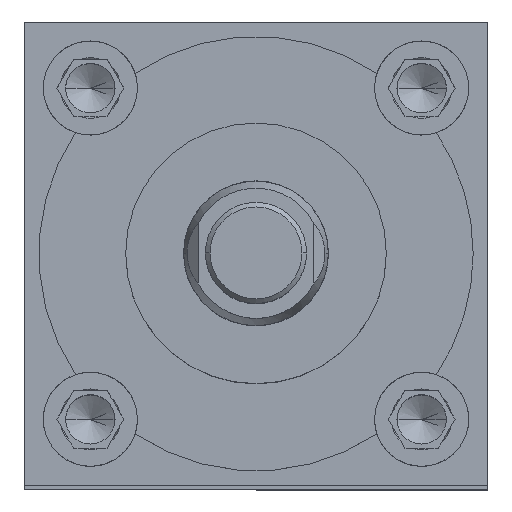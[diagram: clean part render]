
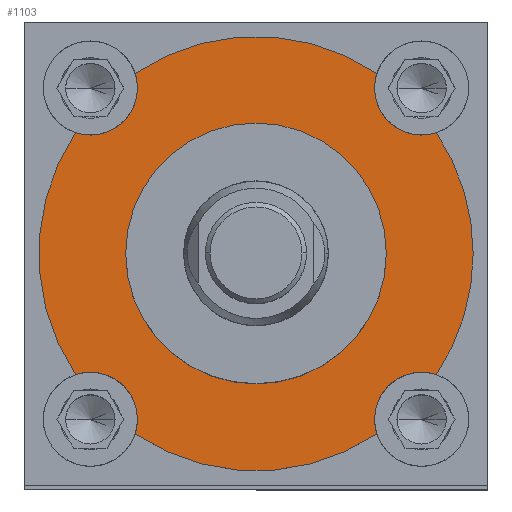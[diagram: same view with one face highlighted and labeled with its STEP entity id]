
A CAD part, top view. The second image highlights one B-rep face of the part: STEP entity #1103.
In plain terms, the highlighted planar face has unit normal (0, 0, 1).
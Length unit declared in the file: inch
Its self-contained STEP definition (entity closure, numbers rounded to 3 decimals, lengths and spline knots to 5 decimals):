
#61 = DIRECTION ( 'NONE',  ( 1., 0., 0. ) ) ;
#169 = CARTESIAN_POINT ( 'NONE',  ( 0.512, -0.715, 11.62 ) ) ;
#237 = DIRECTION ( 'NONE',  ( 0., 0., 1. ) ) ;
#314 = DIRECTION ( 'NONE',  ( 0., 0., 1. ) ) ;
#367 = ORIENTED_EDGE ( 'NONE', *, *, #4889, .T. ) ;
#487 = AXIS2_PLACEMENT_3D ( 'NONE', #6013, #6088, #4372 ) ;
#523 = EDGE_CURVE ( 'NONE', #2952, #1655, #4796, .T. ) ;
#558 = CARTESIAN_POINT ( 'NONE',  ( 0.52222, 0.77859, 11.62 ) ) ;
#654 = CARTESIAN_POINT ( 'NONE',  ( 0., 0., 11.62 ) ) ;
#676 = DIRECTION ( 'NONE',  ( 1., 0., 0. ) ) ;
#706 = VERTEX_POINT ( 'NONE', #6202 ) ;
#730 = CARTESIAN_POINT ( 'NONE',  ( 0., 0., 11.62 ) ) ;
#758 = DIRECTION ( 'NONE',  ( 0., 0., 1. ) ) ;
#879 = ORIENTED_EDGE ( 'NONE', *, *, #7265, .T. ) ;
#887 = DIRECTION ( 'NONE',  ( 1., 0., 0. ) ) ;
#888 = CARTESIAN_POINT ( 'NONE',  ( 0., 0., 11.62 ) ) ;
#995 = CARTESIAN_POINT ( 'NONE',  ( 0.715, 0.715, 11.62 ) ) ;
#1103 = ADVANCED_FACE ( 'NONE', ( #2743, #4449 ), #1633, .T. ) ;
#1206 = EDGE_CURVE ( 'NONE', #5178, #2548, #2081, .T. ) ;
#1387 = DIRECTION ( 'NONE',  ( 1., 0., 0. ) ) ;
#1390 = EDGE_CURVE ( 'NONE', #2952, #6072, #2703, .T. ) ;
#1403 = ORIENTED_EDGE ( 'NONE', *, *, #3058, .F. ) ;
#1480 = EDGE_CURVE ( 'NONE', #2763, #3172, #6279, .T. ) ;
#1532 = AXIS2_PLACEMENT_3D ( 'NONE', #995, #2037, #887 ) ;
#1585 = ORIENTED_EDGE ( 'NONE', *, *, #1480, .F. ) ;
#1609 = EDGE_CURVE ( 'NONE', #1655, #6583, #3682, .T. ) ;
#1633 = PLANE ( 'NONE',  #5873 ) ;
#1655 = VERTEX_POINT ( 'NONE', #4089 ) ;
#1730 = ORIENTED_EDGE ( 'NONE', *, *, #1206, .F. ) ;
#1800 = CIRCLE ( 'NONE', #5718, 0.203 ) ;
#1876 = DIRECTION ( 'NONE',  ( 1., 0., 0. ) ) ;
#1938 = DIRECTION ( 'NONE',  ( 1., 0., 0. ) ) ;
#1971 = DIRECTION ( 'NONE',  ( 0., 0., 1. ) ) ;
#2037 = DIRECTION ( 'NONE',  ( 0., 0., 1. ) ) ;
#2081 = CIRCLE ( 'NONE', #2670, 0.5625 ) ;
#2179 = ORIENTED_EDGE ( 'NONE', *, *, #3804, .T. ) ;
#2212 = CIRCLE ( 'NONE', #6356, 0.9375 ) ;
#2252 = EDGE_CURVE ( 'NONE', #3378, #706, #1800, .T. ) ;
#2353 = AXIS2_PLACEMENT_3D ( 'NONE', #3744, #7118, #2673 ) ;
#2400 = CARTESIAN_POINT ( 'NONE',  ( -0.715, 0.715, 11.62 ) ) ;
#2548 = VERTEX_POINT ( 'NONE', #4365 ) ;
#2569 = DIRECTION ( 'NONE',  ( 1., 0., 0. ) ) ;
#2593 = DIRECTION ( 'NONE',  ( 1., 0., 0. ) ) ;
#2629 = DIRECTION ( 'NONE',  ( 0., 0., 1. ) ) ;
#2644 = CIRCLE ( 'NONE', #6773, 0.203 ) ;
#2670 = AXIS2_PLACEMENT_3D ( 'NONE', #2849, #5754, #676 ) ;
#2673 = DIRECTION ( 'NONE',  ( 1., 0., 0. ) ) ;
#2703 = CIRCLE ( 'NONE', #6051, 0.9375 ) ;
#2743 = FACE_OUTER_BOUND ( 'NONE', #4246, .T. ) ;
#2763 = VERTEX_POINT ( 'NONE', #7102 ) ;
#2796 = ORIENTED_EDGE ( 'NONE', *, *, #2252, .F. ) ;
#2849 = CARTESIAN_POINT ( 'NONE',  ( 0., 0., 11.62 ) ) ;
#2907 = DIRECTION ( 'NONE',  ( 1., 0., 0. ) ) ;
#2949 = DIRECTION ( 'NONE',  ( 0., 0., 1. ) ) ;
#2952 = VERTEX_POINT ( 'NONE', #3762 ) ;
#2997 = CIRCLE ( 'NONE', #3817, 0.5625 ) ;
#3048 = CARTESIAN_POINT ( 'NONE',  ( 0., 0., 11.62 ) ) ;
#3054 = DIRECTION ( 'NONE',  ( 1., 0., 0. ) ) ;
#3058 = EDGE_CURVE ( 'NONE', #2548, #5178, #2997, .T. ) ;
#3172 = VERTEX_POINT ( 'NONE', #169 ) ;
#3291 = EDGE_CURVE ( 'NONE', #3172, #3536, #2644, .T. ) ;
#3378 = VERTEX_POINT ( 'NONE', #6645 ) ;
#3453 = CARTESIAN_POINT ( 'NONE',  ( -0.77859, -0.52222, 11.62 ) ) ;
#3500 = CARTESIAN_POINT ( 'NONE',  ( 0.715, 0.715, 11.62 ) ) ;
#3523 = CARTESIAN_POINT ( 'NONE',  ( -0.715, -0.715, 11.62 ) ) ;
#3533 = AXIS2_PLACEMENT_3D ( 'NONE', #3048, #1971, #1938 ) ;
#3536 = VERTEX_POINT ( 'NONE', #5164 ) ;
#3596 = CARTESIAN_POINT ( 'NONE',  ( -0.52222, 0.77859, 11.62 ) ) ;
#3617 = EDGE_CURVE ( 'NONE', #6817, #6583, #4963, .T. ) ;
#3646 = EDGE_CURVE ( 'NONE', #6899, #6072, #6030, .T. ) ;
#3656 = CIRCLE ( 'NONE', #1532, 0.203 ) ;
#3678 = CIRCLE ( 'NONE', #6280, 0.9375 ) ;
#3682 = CIRCLE ( 'NONE', #5230, 0.203 ) ;
#3700 = EDGE_CURVE ( 'NONE', #4821, #6899, #6617, .T. ) ;
#3744 = CARTESIAN_POINT ( 'NONE',  ( -0.715, -0.715, 11.62 ) ) ;
#3762 = CARTESIAN_POINT ( 'NONE',  ( -0.77859, 0.52222, 11.62 ) ) ;
#3776 = ORIENTED_EDGE ( 'NONE', *, *, #3700, .F. ) ;
#3786 = DIRECTION ( 'NONE',  ( 0., 0., 1. ) ) ;
#3801 = VERTEX_POINT ( 'NONE', #5464 ) ;
#3804 = EDGE_CURVE ( 'NONE', #4821, #3536, #5794, .T. ) ;
#3817 = AXIS2_PLACEMENT_3D ( 'NONE', #654, #5140, #2907 ) ;
#4081 = CARTESIAN_POINT ( 'NONE',  ( 0., 0., 11.62 ) ) ;
#4089 = CARTESIAN_POINT ( 'NONE',  ( -0.512, 0.715, 11.62 ) ) ;
#4186 = EDGE_CURVE ( 'NONE', #6817, #3378, #3656, .T. ) ;
#4203 = CARTESIAN_POINT ( 'NONE',  ( -0.715, 0.715, 11.62 ) ) ;
#4239 = AXIS2_PLACEMENT_3D ( 'NONE', #3523, #237, #5799 ) ;
#4246 = EDGE_LOOP ( 'NONE', ( #1585, #879, #367, #2796, #6492, #5520, #5257, #6110, #6194, #5264, #3776, #2179, #6077 ) ) ;
#4262 = DIRECTION ( 'NONE',  ( 1., 0., 0. ) ) ;
#4365 = CARTESIAN_POINT ( 'NONE',  ( 0.5625, 0., 11.62 ) ) ;
#4372 = DIRECTION ( 'NONE',  ( 1., 0., 0. ) ) ;
#4449 = FACE_BOUND ( 'NONE', #5931, .T. ) ;
#4796 = CIRCLE ( 'NONE', #6327, 0.203 ) ;
#4821 = VERTEX_POINT ( 'NONE', #6820 ) ;
#4889 = EDGE_CURVE ( 'NONE', #3801, #706, #3678, .T. ) ;
#4963 = CIRCLE ( 'NONE', #3533, 0.9375 ) ;
#5140 = DIRECTION ( 'NONE',  ( 0., 0., 1. ) ) ;
#5164 = CARTESIAN_POINT ( 'NONE',  ( 0.52222, -0.77859, 11.62 ) ) ;
#5172 = DIRECTION ( 'NONE',  ( 0., 0., 1. ) ) ;
#5178 = VERTEX_POINT ( 'NONE', #6744 ) ;
#5230 = AXIS2_PLACEMENT_3D ( 'NONE', #2400, #2949, #1876 ) ;
#5257 = ORIENTED_EDGE ( 'NONE', *, *, #1609, .F. ) ;
#5264 = ORIENTED_EDGE ( 'NONE', *, *, #3646, .F. ) ;
#5288 = CARTESIAN_POINT ( 'NONE',  ( 0.715, -0.715, 11.62 ) ) ;
#5464 = CARTESIAN_POINT ( 'NONE',  ( 0.9375, 0., 11.62 ) ) ;
#5500 = CARTESIAN_POINT ( 'NONE',  ( 0., 0., 11.62 ) ) ;
#5520 = ORIENTED_EDGE ( 'NONE', *, *, #3617, .T. ) ;
#5718 = AXIS2_PLACEMENT_3D ( 'NONE', #3500, #6325, #6874 ) ;
#5754 = DIRECTION ( 'NONE',  ( 0., 0., 1. ) ) ;
#5794 = CIRCLE ( 'NONE', #7201, 0.9375 ) ;
#5799 = DIRECTION ( 'NONE',  ( 1., 0., 0. ) ) ;
#5873 = AXIS2_PLACEMENT_3D ( 'NONE', #6604, #3786, #6060 ) ;
#5931 = EDGE_LOOP ( 'NONE', ( #1730, #1403 ) ) ;
#6013 = CARTESIAN_POINT ( 'NONE',  ( 0.715, -0.715, 11.62 ) ) ;
#6030 = CIRCLE ( 'NONE', #4239, 0.203 ) ;
#6051 = AXIS2_PLACEMENT_3D ( 'NONE', #888, #2629, #2593 ) ;
#6060 = DIRECTION ( 'NONE',  ( 1., 0., 0. ) ) ;
#6072 = VERTEX_POINT ( 'NONE', #3453 ) ;
#6077 = ORIENTED_EDGE ( 'NONE', *, *, #3291, .F. ) ;
#6088 = DIRECTION ( 'NONE',  ( 0., 0., 1. ) ) ;
#6110 = ORIENTED_EDGE ( 'NONE', *, *, #523, .F. ) ;
#6194 = ORIENTED_EDGE ( 'NONE', *, *, #1390, .T. ) ;
#6202 = CARTESIAN_POINT ( 'NONE',  ( 0.77859, 0.52222, 11.62 ) ) ;
#6259 = CARTESIAN_POINT ( 'NONE',  ( -0.512, -0.715, 11.62 ) ) ;
#6279 = CIRCLE ( 'NONE', #487, 0.203 ) ;
#6280 = AXIS2_PLACEMENT_3D ( 'NONE', #4081, #758, #3054 ) ;
#6325 = DIRECTION ( 'NONE',  ( 0., 0., 1. ) ) ;
#6327 = AXIS2_PLACEMENT_3D ( 'NONE', #4203, #6475, #1387 ) ;
#6356 = AXIS2_PLACEMENT_3D ( 'NONE', #730, #5172, #61 ) ;
#6475 = DIRECTION ( 'NONE',  ( 0., 0., 1. ) ) ;
#6492 = ORIENTED_EDGE ( 'NONE', *, *, #4186, .F. ) ;
#6583 = VERTEX_POINT ( 'NONE', #3596 ) ;
#6604 = CARTESIAN_POINT ( 'NONE',  ( 0., 0., 11.62 ) ) ;
#6617 = CIRCLE ( 'NONE', #2353, 0.203 ) ;
#6645 = CARTESIAN_POINT ( 'NONE',  ( 0.512, 0.715, 11.62 ) ) ;
#6744 = CARTESIAN_POINT ( 'NONE',  ( -0.5625, 0., 11.62 ) ) ;
#6773 = AXIS2_PLACEMENT_3D ( 'NONE', #5288, #314, #2569 ) ;
#6817 = VERTEX_POINT ( 'NONE', #558 ) ;
#6820 = CARTESIAN_POINT ( 'NONE',  ( -0.52222, -0.77859, 11.62 ) ) ;
#6874 = DIRECTION ( 'NONE',  ( 1., 0., 0. ) ) ;
#6899 = VERTEX_POINT ( 'NONE', #6259 ) ;
#7102 = CARTESIAN_POINT ( 'NONE',  ( 0.77859, -0.52222, 11.62 ) ) ;
#7118 = DIRECTION ( 'NONE',  ( 0., 0., 1. ) ) ;
#7189 = DIRECTION ( 'NONE',  ( 0., 0., 1. ) ) ;
#7201 = AXIS2_PLACEMENT_3D ( 'NONE', #5500, #7189, #4262 ) ;
#7265 = EDGE_CURVE ( 'NONE', #2763, #3801, #2212, .T. ) ;
